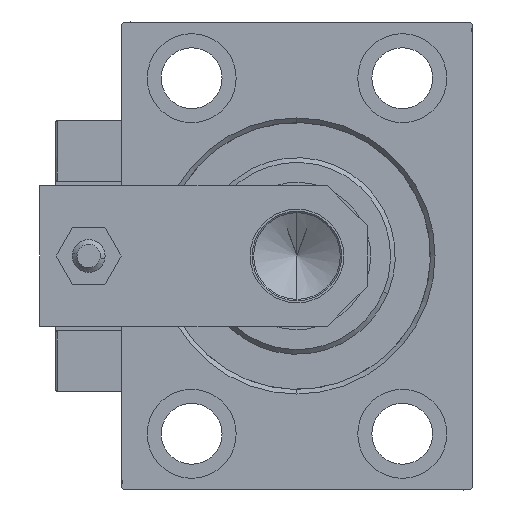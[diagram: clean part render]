
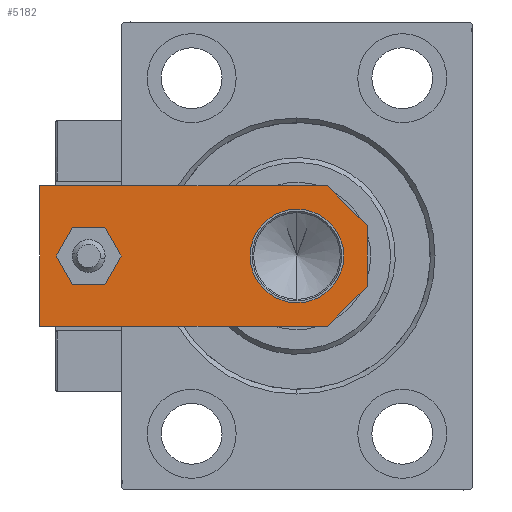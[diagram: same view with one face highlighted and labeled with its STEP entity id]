
A CAD part, left-side view. The second image highlights one B-rep face of the part: STEP entity #5182.
In plain terms, the highlighted face is planar.
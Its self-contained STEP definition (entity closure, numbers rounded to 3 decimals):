
#337 = CARTESIAN_POINT ( 'NONE',  ( -3.25, -3.25, 8. ) ) ;
#581 = FACE_BOUND ( 'NONE', #22772, .T. ) ;
#758 = CARTESIAN_POINT ( 'NONE',  ( -6.5, 0., 8. ) ) ;
#1867 = VECTOR ( 'NONE', #6809, 1000. ) ;
#1952 = DIRECTION ( 'NONE',  ( 0., 0., 1. ) ) ;
#2958 = EDGE_CURVE ( 'NONE', #26668, #27828, #35851, .T. ) ;
#3219 = ORIENTED_EDGE ( 'NONE', *, *, #2958, .F. ) ;
#4843 = VECTOR ( 'NONE', #49021, 1000. ) ;
#5182 = ADVANCED_FACE ( 'NONE', ( #581, #11838, #39714 ), #31261, .T. ) ;
#6809 = DIRECTION ( 'NONE',  ( 0., 1., 0. ) ) ;
#6914 = EDGE_CURVE ( 'NONE', #15885, #40477, #22399, .T. ) ;
#8343 = ORIENTED_EDGE ( 'NONE', *, *, #29360, .T. ) ;
#9164 = ORIENTED_EDGE ( 'NONE', *, *, #17716, .T. ) ;
#9647 = VERTEX_POINT ( 'NONE', #42059 ) ;
#9950 = LINE ( 'NONE', #30372, #48380 ) ;
#10632 = LINE ( 'NONE', #21643, #1867 ) ;
#10688 = VECTOR ( 'NONE', #27136, 1000. ) ;
#11282 = CARTESIAN_POINT ( 'NONE',  ( 15., 70., 8. ) ) ;
#11321 = LINE ( 'NONE', #337, #31209 ) ;
#11838 = FACE_OUTER_BOUND ( 'NONE', #33219, .T. ) ;
#11856 = CARTESIAN_POINT ( 'NONE',  ( -15., 70., 8. ) ) ;
#11917 = CARTESIAN_POINT ( 'NONE',  ( 0., 59.5, 8. ) ) ;
#12735 = VERTEX_POINT ( 'NONE', #11856 ) ;
#12895 = AXIS2_PLACEMENT_3D ( 'NONE', #26913, #39458, #38931 ) ;
#12905 = CIRCLE ( 'NONE', #34106, 10. ) ;
#13052 = CARTESIAN_POINT ( 'NONE',  ( 0., 59.5, 8. ) ) ;
#14131 = VERTEX_POINT ( 'NONE', #758 ) ;
#14782 = VERTEX_POINT ( 'NONE', #20561 ) ;
#15633 = EDGE_CURVE ( 'NONE', #14131, #15885, #35160, .T. ) ;
#15885 = VERTEX_POINT ( 'NONE', #33584 ) ;
#16416 = CARTESIAN_POINT ( 'NONE',  ( -4., 59.5, 8. ) ) ;
#17565 = CIRCLE ( 'NONE', #36333, 4. ) ;
#17716 = EDGE_CURVE ( 'NONE', #9647, #14131, #11321, .T. ) ;
#18480 = DIRECTION ( 'NONE',  ( 0., 0., 1. ) ) ;
#20471 = DIRECTION ( 'NONE',  ( 1., 0., 0. ) ) ;
#20561 = CARTESIAN_POINT ( 'NONE',  ( -10., 15., 8. ) ) ;
#20880 = CARTESIAN_POINT ( 'NONE',  ( 0., 15., 8. ) ) ;
#21643 = CARTESIAN_POINT ( 'NONE',  ( 15., 0., 8. ) ) ;
#22399 = LINE ( 'NONE', #38006, #4843 ) ;
#22772 = EDGE_LOOP ( 'NONE', ( #23207, #3219 ) ) ;
#23005 = ORIENTED_EDGE ( 'NONE', *, *, #6914, .T. ) ;
#23060 = VECTOR ( 'NONE', #42330, 1000. ) ;
#23207 = ORIENTED_EDGE ( 'NONE', *, *, #39525, .F. ) ;
#23315 = DIRECTION ( 'NONE',  ( 1., 0., 0. ) ) ;
#23582 = DIRECTION ( 'NONE',  ( 0.707, -0.707, 0. ) ) ;
#24041 = ORIENTED_EDGE ( 'NONE', *, *, #29805, .T. ) ;
#25786 = EDGE_CURVE ( 'NONE', #36133, #12735, #34552, .T. ) ;
#25833 = CIRCLE ( 'NONE', #50351, 10. ) ;
#26668 = VERTEX_POINT ( 'NONE', #46583 ) ;
#26716 = CARTESIAN_POINT ( 'NONE',  ( -15., 0., 8. ) ) ;
#26913 = CARTESIAN_POINT ( 'NONE',  ( 0., 0., 8. ) ) ;
#27136 = DIRECTION ( 'NONE',  ( -1., 0., 0. ) ) ;
#27257 = DIRECTION ( 'NONE',  ( 1., 0., 0. ) ) ;
#27828 = VERTEX_POINT ( 'NONE', #16416 ) ;
#28709 = ORIENTED_EDGE ( 'NONE', *, *, #15633, .T. ) ;
#29360 = EDGE_CURVE ( 'NONE', #12735, #9647, #9950, .T. ) ;
#29805 = EDGE_CURVE ( 'NONE', #40477, #36133, #10632, .T. ) ;
#30372 = CARTESIAN_POINT ( 'NONE',  ( -15., 70., 8. ) ) ;
#30973 = ORIENTED_EDGE ( 'NONE', *, *, #46674, .F. ) ;
#31045 = CARTESIAN_POINT ( 'NONE',  ( 10., 15., 8. ) ) ;
#31209 = VECTOR ( 'NONE', #23582, 1000. ) ;
#31261 = PLANE ( 'NONE',  #12895 ) ;
#33000 = DIRECTION ( 'NONE',  ( 0., 0., 1. ) ) ;
#33219 = EDGE_LOOP ( 'NONE', ( #8343, #9164, #28709, #23005, #24041, #39916 ) ) ;
#33584 = CARTESIAN_POINT ( 'NONE',  ( 6.5, 0., 8. ) ) ;
#34106 = AXIS2_PLACEMENT_3D ( 'NONE', #49914, #18480, #23315 ) ;
#34172 = AXIS2_PLACEMENT_3D ( 'NONE', #11917, #50507, #27257 ) ;
#34552 = LINE ( 'NONE', #11282, #10688 ) ;
#35160 = LINE ( 'NONE', #26716, #23060 ) ;
#35665 = CARTESIAN_POINT ( 'NONE',  ( 15., 70., 8. ) ) ;
#35851 = CIRCLE ( 'NONE', #34172, 4. ) ;
#36133 = VERTEX_POINT ( 'NONE', #35665 ) ;
#36333 = AXIS2_PLACEMENT_3D ( 'NONE', #13052, #33000, #20471 ) ;
#38006 = CARTESIAN_POINT ( 'NONE',  ( 3.25, -3.25, 8. ) ) ;
#38931 = DIRECTION ( 'NONE',  ( 1., 0., 0. ) ) ;
#39458 = DIRECTION ( 'NONE',  ( 0., 0., 1. ) ) ;
#39525 = EDGE_CURVE ( 'NONE', #27828, #26668, #17565, .T. ) ;
#39714 = FACE_BOUND ( 'NONE', #40419, .T. ) ;
#39916 = ORIENTED_EDGE ( 'NONE', *, *, #25786, .T. ) ;
#40419 = EDGE_LOOP ( 'NONE', ( #30973, #41008 ) ) ;
#40477 = VERTEX_POINT ( 'NONE', #42693 ) ;
#41008 = ORIENTED_EDGE ( 'NONE', *, *, #43065, .F. ) ;
#42059 = CARTESIAN_POINT ( 'NONE',  ( -15., 8.5, 8. ) ) ;
#42330 = DIRECTION ( 'NONE',  ( 1., 0., 0. ) ) ;
#42693 = CARTESIAN_POINT ( 'NONE',  ( 15., 8.5, 8. ) ) ;
#43065 = EDGE_CURVE ( 'NONE', #45656, #14782, #25833, .T. ) ;
#43663 = DIRECTION ( 'NONE',  ( 1., 0., 0. ) ) ;
#45656 = VERTEX_POINT ( 'NONE', #31045 ) ;
#45975 = DIRECTION ( 'NONE',  ( 0., -1., 0. ) ) ;
#46583 = CARTESIAN_POINT ( 'NONE',  ( 4., 59.5, 8. ) ) ;
#46674 = EDGE_CURVE ( 'NONE', #14782, #45656, #12905, .T. ) ;
#48380 = VECTOR ( 'NONE', #45975, 1000. ) ;
#49021 = DIRECTION ( 'NONE',  ( 0.707, 0.707, 0. ) ) ;
#49914 = CARTESIAN_POINT ( 'NONE',  ( 0., 15., 8. ) ) ;
#50351 = AXIS2_PLACEMENT_3D ( 'NONE', #20880, #1952, #43663 ) ;
#50507 = DIRECTION ( 'NONE',  ( 0., 0., 1. ) ) ;
